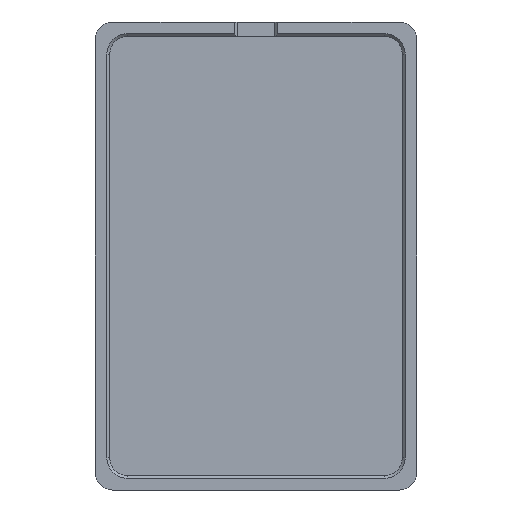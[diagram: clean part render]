
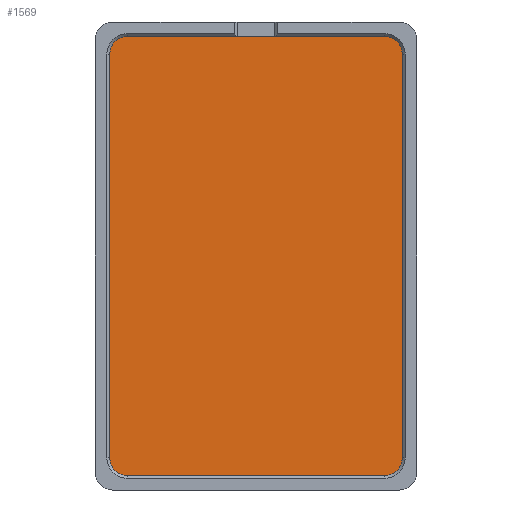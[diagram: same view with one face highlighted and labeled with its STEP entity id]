
A CAD part, front view. The second image highlights one B-rep face of the part: STEP entity #1569.
In plain terms, the highlighted planar face has unit normal (0, -1, 0).
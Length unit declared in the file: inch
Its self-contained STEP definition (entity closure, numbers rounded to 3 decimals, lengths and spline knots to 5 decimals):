
#16 = ORIENTED_EDGE ( 'NONE', *, *, #1778, .T. ) ;
#73 = DIRECTION ( 'NONE',  ( 0., -1., 0. ) ) ;
#109 = EDGE_CURVE ( 'NONE', #2916, #1319, #3031, .T. ) ;
#134 = ORIENTED_EDGE ( 'NONE', *, *, #109, .T. ) ;
#211 = CIRCLE ( 'NONE', #5802, 0.23622 ) ;
#247 = AXIS2_PLACEMENT_3D ( 'NONE', #1072, #5835, #4866 ) ;
#499 = EDGE_LOOP ( 'NONE', ( #2359, #134, #3606, #3992, #5457, #4082, #2827, #16 ) ) ;
#522 = VERTEX_POINT ( 'NONE', #1525 ) ;
#525 = FACE_OUTER_BOUND ( 'NONE', #499, .T. ) ;
#564 = DIRECTION ( 'NONE',  ( 1., 0., 0. ) ) ;
#647 = LINE ( 'NONE', #2106, #1335 ) ;
#709 = EDGE_CURVE ( 'NONE', #1760, #2057, #211, .T. ) ;
#763 = DIRECTION ( 'NONE',  ( 0., -1., 0. ) ) ;
#886 = AXIS2_PLACEMENT_3D ( 'NONE', #2661, #5568, #1761 ) ;
#965 = CIRCLE ( 'NONE', #247, 0.23622 ) ;
#973 = VECTOR ( 'NONE', #1712, 39.37008 ) ;
#1000 = CARTESIAN_POINT ( 'NONE',  ( 0., -0.98425, 0. ) ) ;
#1065 = EDGE_CURVE ( 'NONE', #522, #1319, #2062, .T. ) ;
#1069 = LINE ( 'NONE', #3017, #1127 ) ;
#1072 = CARTESIAN_POINT ( 'NONE',  ( 1.73228, -0.98425, 2.71654 ) ) ;
#1127 = VECTOR ( 'NONE', #564, 39.37008 ) ;
#1165 = AXIS2_PLACEMENT_3D ( 'NONE', #1000, #3232, #5180 ) ;
#1319 = VERTEX_POINT ( 'NONE', #4979 ) ;
#1335 = VECTOR ( 'NONE', #3451, 39.37008 ) ;
#1339 = PLANE ( 'NONE',  #1165 ) ;
#1456 = CARTESIAN_POINT ( 'NONE',  ( 1.73228, -0.98425, -2.95276 ) ) ;
#1525 = CARTESIAN_POINT ( 'NONE',  ( 1.9685, -0.98425, 2.71654 ) ) ;
#1569 = ADVANCED_FACE ( 'NONE', ( #525 ), #1339, .T. ) ;
#1712 = DIRECTION ( 'NONE',  ( 0., 0., -1. ) ) ;
#1760 = VERTEX_POINT ( 'NONE', #3525 ) ;
#1761 = DIRECTION ( 'NONE',  ( 0., 0., -1. ) ) ;
#1773 = VERTEX_POINT ( 'NONE', #2598 ) ;
#1778 = EDGE_CURVE ( 'NONE', #1773, #3810, #5276, .T. ) ;
#1879 = DIRECTION ( 'NONE',  ( -1., 0., 0. ) ) ;
#2057 = VERTEX_POINT ( 'NONE', #5174 ) ;
#2062 = LINE ( 'NONE', #4015, #973 ) ;
#2069 = CARTESIAN_POINT ( 'NONE',  ( -1.73228, -0.98425, 2.71654 ) ) ;
#2106 = CARTESIAN_POINT ( 'NONE',  ( -1.9685, -0.98425, 2.95276 ) ) ;
#2170 = CARTESIAN_POINT ( 'NONE',  ( -1.73228, -0.98425, -2.95276 ) ) ;
#2301 = EDGE_CURVE ( 'NONE', #1773, #2057, #647, .T. ) ;
#2359 = ORIENTED_EDGE ( 'NONE', *, *, #6055, .F. ) ;
#2389 = EDGE_CURVE ( 'NONE', #1760, #5929, #1069, .T. ) ;
#2411 = CARTESIAN_POINT ( 'NONE',  ( 1.73228, -0.98425, -2.71654 ) ) ;
#2598 = CARTESIAN_POINT ( 'NONE',  ( -1.9685, -0.98425, -2.71654 ) ) ;
#2661 = CARTESIAN_POINT ( 'NONE',  ( -1.73228, -0.98425, -2.71654 ) ) ;
#2706 = CARTESIAN_POINT ( 'NONE',  ( 1.73228, -0.98425, 2.95276 ) ) ;
#2827 = ORIENTED_EDGE ( 'NONE', *, *, #2301, .F. ) ;
#2916 = VERTEX_POINT ( 'NONE', #1456 ) ;
#3017 = CARTESIAN_POINT ( 'NONE',  ( -1.9685, -0.98425, 2.95276 ) ) ;
#3031 = CIRCLE ( 'NONE', #3825, 0.23622 ) ;
#3232 = DIRECTION ( 'NONE',  ( 0., -1., 0. ) ) ;
#3278 = CARTESIAN_POINT ( 'NONE',  ( -1.9685, -0.98425, -2.95276 ) ) ;
#3307 = DIRECTION ( 'NONE',  ( 0., 0., -1. ) ) ;
#3451 = DIRECTION ( 'NONE',  ( 0., 0., 1. ) ) ;
#3525 = CARTESIAN_POINT ( 'NONE',  ( -1.73228, -0.98425, 2.95276 ) ) ;
#3606 = ORIENTED_EDGE ( 'NONE', *, *, #1065, .F. ) ;
#3810 = VERTEX_POINT ( 'NONE', #2170 ) ;
#3825 = AXIS2_PLACEMENT_3D ( 'NONE', #2411, #73, #3307 ) ;
#3965 = DIRECTION ( 'NONE',  ( 0., 0., -1. ) ) ;
#3992 = ORIENTED_EDGE ( 'NONE', *, *, #5074, .T. ) ;
#4015 = CARTESIAN_POINT ( 'NONE',  ( 1.9685, -0.98425, 2.95276 ) ) ;
#4082 = ORIENTED_EDGE ( 'NONE', *, *, #709, .T. ) ;
#4866 = DIRECTION ( 'NONE',  ( 0., 0., -1. ) ) ;
#4979 = CARTESIAN_POINT ( 'NONE',  ( 1.9685, -0.98425, -2.71654 ) ) ;
#5074 = EDGE_CURVE ( 'NONE', #522, #5929, #965, .T. ) ;
#5174 = CARTESIAN_POINT ( 'NONE',  ( -1.9685, -0.98425, 2.71654 ) ) ;
#5180 = DIRECTION ( 'NONE',  ( 0., 0., -1. ) ) ;
#5276 = CIRCLE ( 'NONE', #886, 0.23622 ) ;
#5457 = ORIENTED_EDGE ( 'NONE', *, *, #2389, .F. ) ;
#5568 = DIRECTION ( 'NONE',  ( 0., -1., 0. ) ) ;
#5659 = LINE ( 'NONE', #3278, #5751 ) ;
#5751 = VECTOR ( 'NONE', #1879, 39.37008 ) ;
#5802 = AXIS2_PLACEMENT_3D ( 'NONE', #2069, #763, #3965 ) ;
#5835 = DIRECTION ( 'NONE',  ( 0., -1., 0. ) ) ;
#5929 = VERTEX_POINT ( 'NONE', #2706 ) ;
#6055 = EDGE_CURVE ( 'NONE', #2916, #3810, #5659, .T. ) ;
